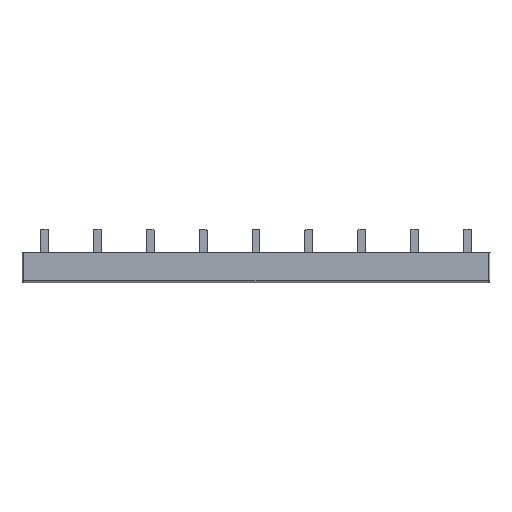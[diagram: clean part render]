
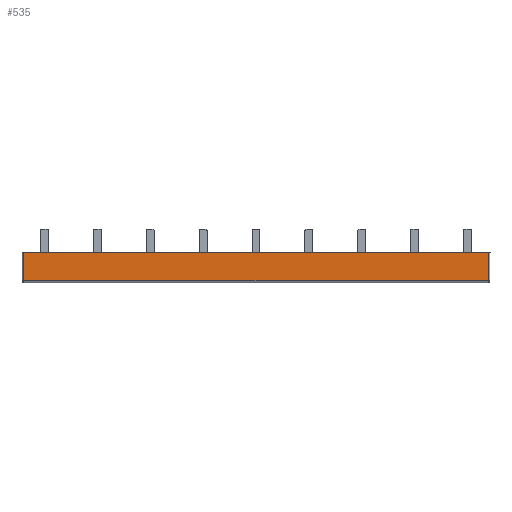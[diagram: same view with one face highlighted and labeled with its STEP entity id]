
A CAD part, top view. The second image highlights one B-rep face of the part: STEP entity #535.
In plain terms, the highlighted planar face has unit normal (0, 0, 1).
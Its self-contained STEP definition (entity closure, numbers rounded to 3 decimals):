
#535=ADVANCED_FACE('',(#895),#896,.F.);
#895=FACE_OUTER_BOUND('',#1189,.T.);
#896=PLANE('',#1190);
#1189=EDGE_LOOP('',(#1923,#1924,#1925,#1926));
#1190=AXIS2_PLACEMENT_3D('',#1927,#1928,#1929);
#1923=ORIENTED_EDGE('',*,*,#2226,.T.);
#1924=ORIENTED_EDGE('',*,*,#2261,.F.);
#1925=ORIENTED_EDGE('',*,*,#2263,.T.);
#1926=ORIENTED_EDGE('',*,*,#2256,.T.);
#1927=CARTESIAN_POINT('',(118.5,7.6,3.8));
#1928=DIRECTION('',(0.0,0.0,-1.0));
#1929=DIRECTION('',(1.0,0.0,0.0));
#2226=EDGE_CURVE('',#2638,#2636,#2639,.T.);
#2256=EDGE_CURVE('',#2678,#2638,#2679,.T.);
#2261=EDGE_CURVE('',#2684,#2636,#2686,.T.);
#2263=EDGE_CURVE('',#2684,#2678,#2688,.T.);
#2636=VERTEX_POINT('',#3190);
#2638=VERTEX_POINT('',#3192);
#2639=LINE('',#3193,#3194);
#2678=VERTEX_POINT('',#3244);
#2679=LINE('',#3245,#3246);
#2684=VERTEX_POINT('',#3252);
#2686=LINE('',#3254,#3255);
#2688=LINE('',#3257,#3258);
#3190=CARTESIAN_POINT('',(236.0,1.0,3.8));
#3192=CARTESIAN_POINT('',(1.0,1.0,3.8));
#3193=CARTESIAN_POINT('',(59.25,1.,3.8));
#3194=VECTOR('',#3517,1.0);
#3244=CARTESIAN_POINT('',(1.,15.2,3.8));
#3245=CARTESIAN_POINT('',(1.,7.6,3.8));
#3246=VECTOR('',#3556,1.0);
#3252=CARTESIAN_POINT('',(236.0,15.2,3.8));
#3254=CARTESIAN_POINT('',(236.,7.6,3.8));
#3255=VECTOR('',#3564,1.0);
#3257=CARTESIAN_POINT('',(118.5,15.2,3.8));
#3258=VECTOR('',#3565,1.0);
#3517=DIRECTION('',(1.0,-0.0,0.0));
#3556=DIRECTION('',(0.0,-1.0,0.0));
#3564=DIRECTION('',(0.0,-1.0,0.0));
#3565=DIRECTION('',(-1.0,0.0,0.0));
